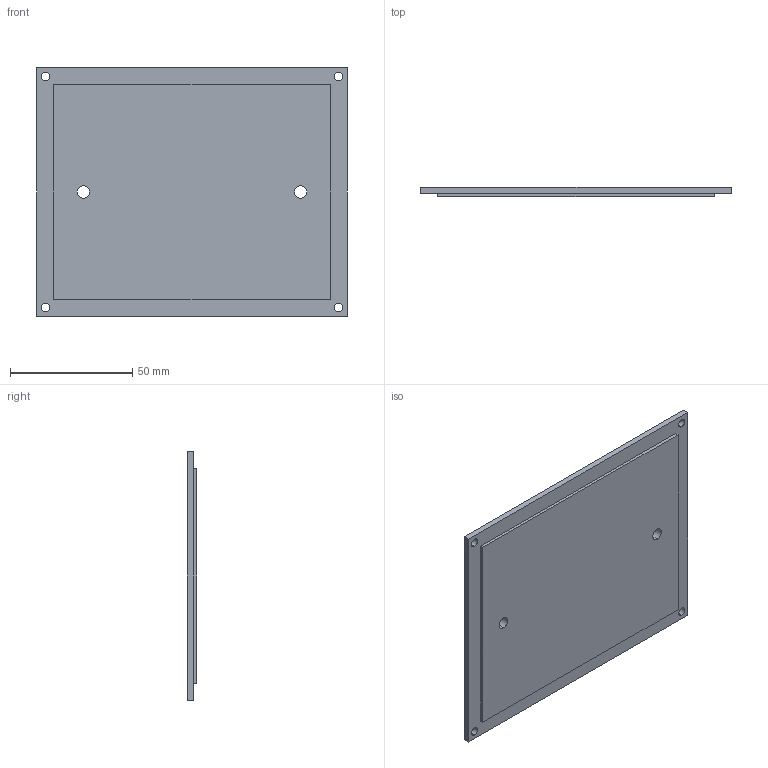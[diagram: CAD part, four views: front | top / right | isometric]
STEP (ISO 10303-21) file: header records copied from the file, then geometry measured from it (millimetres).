
FILE_DESCRIPTION (( 'STEP AP203' ), '1' );
FILE_NAME ('RecieveLid.STEP', '2024-11-26T21:28:06', ( '' ), ( '' ), 'SwSTEP 2.0', 'SolidWorks 2024', '' );
FILE_SCHEMA (( 'CONFIG_CONTROL_DESIGN' ));
Length unit declared in the file: inch
Products named in the file (1): RecieveLid
Bounding box: 127 x 3.81 x 101.6 mm (x, y, z)
Volume: 45086.3 mm3; surface area: 27690.2 mm2
Topology: 1 solids, 1 shells, 215 faces, 567 edges, 378 vertices
Faces by surface type: plane 123, bspline 80, cylinder 12
Entity records: 10596 total; most frequent: CARTESIAN_POINT 5689, ORIENTED_EDGE 1134, DIRECTION 703, EDGE_CURVE 567, VECTOR 383, LINE 383, VERTEX_POINT 378, EDGE_LOOP 251
